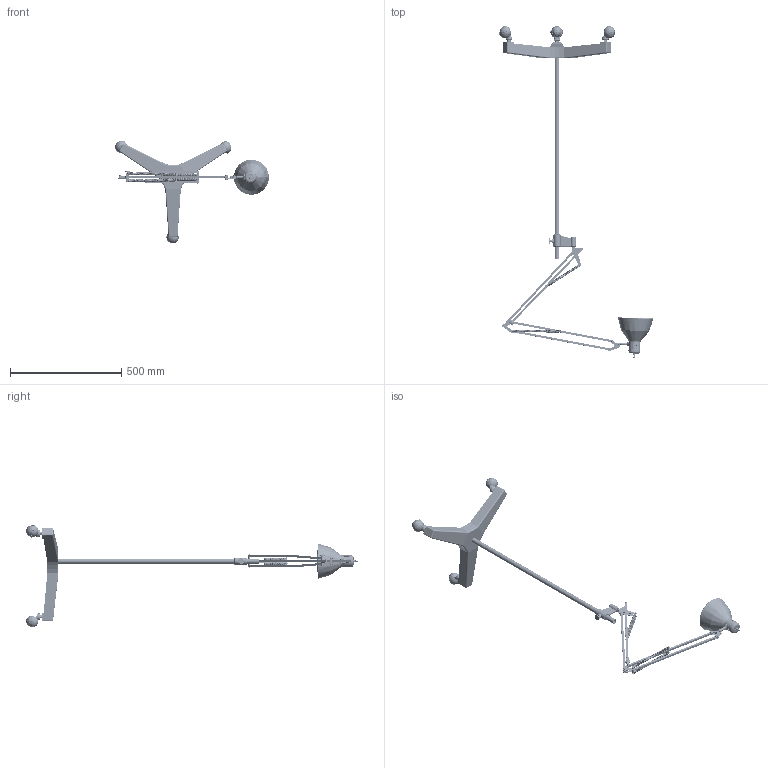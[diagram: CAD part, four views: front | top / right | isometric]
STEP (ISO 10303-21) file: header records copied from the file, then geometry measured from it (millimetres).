
FILE_DESCRIPTION(/* description */ (''),/* implementation_level */ '2;1');
FILE_NAME(/* name */ 'F810530xxxxxxx.stp',/* time_stamp */ '2020-01-29T12:26:51+01:00',/* author */ ('sghezzi'),/* organization */ (''),/* preprocessor_version */ 'ST-DEVELOPER v17.2',/* originating_system */ 'Autodesk Inventor 2019',/* authorisation */ '');
FILE_SCHEMA (('AUTOMOTIVE_DESIGN { 1 0 10303 214 3 1 1 }'));
Products named in the file (57): Assieme21; 8105; 007810605 ASTA-10 D22 LAVORATA E CR; attacco asta  naska terra; 003800070; 007810600 VITE GODRONATA D25 FIL 8MAx28 NIKEL; zavorra; 165B501015; 07532-1; 05706-2; 07089; sfera_ø_1_8; sfera_ø_5_32; 15902rivettato; ruotaø50; 19253; Assieme_Naska; 007800005; 007800001 FORCELLA NASKA-1 ALLUMINIO; 007800010; 007800041; 007800038; 007800027; 007800002; 007800019 ; 007800004; 007800013 ; 007800021; 007800008; 065007300; 007800007 ; 007800045; 007800038_1; 007800018 ; 007800016 ; 007800023; 003800000; 007800003; 007800020 ; 007800006 ...
Assembly tree (82 placements, depth 4):
  Assieme21
    8105
      007810605 ASTA-10 D22 LAVORATA E CR
      attacco asta  naska terra
      003800070
      007810600 VITE GODRONATA D25 FIL 8MAx28 NIKEL
      zavorra
      165B501015  x3
        07532-1
        05706-2
        07089
        sfera_ø_1_8
        sfera_ø_5_32
        15902rivettato
        ruotaø50
        19253
    Assieme_Naska
      007800020   x6
      007800005
      007800001 FORCELLA NASKA-1 ALLUMINIO
      007800010
      007800041
      007800038  x2
      003800000  x4
      007800006  x2
      007800013   x3
      007800027  x2
      007800002  x2
      007800019 
      007800004
      007800021
      007800003  x3
      007800008  x2
      065007300  x2
      007800007   x2
      007800045
      007800038_1
      007800016   x4
      007800018 
      007800023
      007800025
      007800033 COPPA NORMALE VERN.ALLUMINIO
      007800036 
      007800009
      007800014 FRIZIONE IN ZAMA PER COPPA
      005800000
      007800028
      007800031 
      007800047 
      065007481
      007800015
      007800017
      AS 1474 - M6
      007800048
      007800048_1
      007800048_2  x2
      007800012   x2
Bounding box: 691.25 x 1492.17 x 460.78 mm (x, y, z)
Volume: 2709299.8 mm3; surface area: 798043.3 mm2
Topology: 93 solids, 93 shells, 2115 faces, 5616 edges, 3718 vertices
Faces by surface type: cylinder 973, plane 900, torus 84, cone 78, sphere 41, bspline 39
Full cylindrical faces by diameter (mm): 3 x2, 3.1 x2, 3.5 x3, 4 x32, 4.15 x1, 4.2 x13, 4.4 x4, 4.9 x2, 4.917 x1, 5 x27, 5.1 x8, 5.2 x4, 5.3 x3, 5.4 x2, 5.6 x2, 5.9 x5, 5.917 x1, 6 x13, 6.1 x6, 6.4 x1, 7 x1, 7.9 x3, 8 x18, 8.376 x3, 8.5 x7, 9 x9, 9.5 x1, 9.8 x3, 10 x7, 10.5 x1
Entity records: 86604 total; most frequent: CARTESIAN_POINT 41313, DIRECTION 10019, ORIENTED_EDGE 8686, EDGE_CURVE 4343, AXIS2_PLACEMENT_3D 4123, VERTEX_POINT 2850, CIRCLE 2328, EDGE_LOOP 1881
